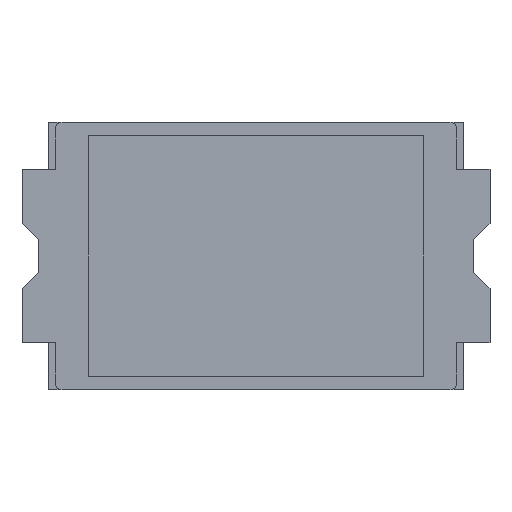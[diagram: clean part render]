
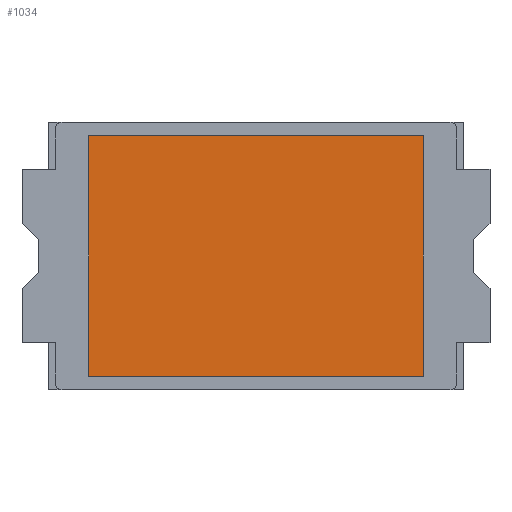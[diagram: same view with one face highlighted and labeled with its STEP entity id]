
A CAD part, front view. The second image highlights one B-rep face of the part: STEP entity #1034.
In plain terms, the highlighted face is planar.
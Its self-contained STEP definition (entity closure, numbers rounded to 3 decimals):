
#11 = EDGE_CURVE ( 'NONE', #287, #1961, #297, .T. ) ;
#53 = CARTESIAN_POINT ( 'NONE',  ( -1.25, 0.9, 0. ) ) ;
#229 = CARTESIAN_POINT ( 'NONE',  ( -1.25, 0.9, 0. ) ) ;
#233 = VERTEX_POINT ( 'NONE', #1801 ) ;
#240 = VECTOR ( 'NONE', #572, 1000. ) ;
#287 = VERTEX_POINT ( 'NONE', #1493 ) ;
#297 = LINE ( 'NONE', #1807, #1151 ) ;
#320 = FACE_OUTER_BOUND ( 'NONE', #1059, .T. ) ;
#370 = CARTESIAN_POINT ( 'NONE',  ( 1.25, -0.9, 0. ) ) ;
#572 = DIRECTION ( 'NONE',  ( -1., 0., 0. ) ) ;
#582 = LINE ( 'NONE', #370, #240 ) ;
#752 = DIRECTION ( 'NONE',  ( 1., 0., 0. ) ) ;
#819 = EDGE_CURVE ( 'NONE', #233, #287, #582, .T. ) ;
#943 = LINE ( 'NONE', #1134, #1657 ) ;
#1034 = ADVANCED_FACE ( 'NONE', ( #320 ), #1871, .F. ) ;
#1059 = EDGE_LOOP ( 'NONE', ( #1753, #2115, #1074, #1640 ) ) ;
#1074 = ORIENTED_EDGE ( 'NONE', *, *, #11, .T. ) ;
#1134 = CARTESIAN_POINT ( 'NONE',  ( 1.25, 0.9, 0. ) ) ;
#1144 = CARTESIAN_POINT ( 'NONE',  ( -1.375, -0.99, 0. ) ) ;
#1151 = VECTOR ( 'NONE', #2120, 1000. ) ;
#1226 = CARTESIAN_POINT ( 'NONE',  ( 1.25, 0.9, 0. ) ) ;
#1299 = AXIS2_PLACEMENT_3D ( 'NONE', #1144, #1659, #1346 ) ;
#1325 = EDGE_CURVE ( 'NONE', #2114, #233, #943, .T. ) ;
#1346 = DIRECTION ( 'NONE',  ( 1., 0., 0. ) ) ;
#1493 = CARTESIAN_POINT ( 'NONE',  ( -1.25, -0.9, 0. ) ) ;
#1537 = VECTOR ( 'NONE', #752, 1000. ) ;
#1640 = ORIENTED_EDGE ( 'NONE', *, *, #2171, .T. ) ;
#1657 = VECTOR ( 'NONE', #1945, 1000. ) ;
#1659 = DIRECTION ( 'NONE',  ( 0., 0., 1. ) ) ;
#1724 = LINE ( 'NONE', #53, #1537 ) ;
#1753 = ORIENTED_EDGE ( 'NONE', *, *, #1325, .T. ) ;
#1801 = CARTESIAN_POINT ( 'NONE',  ( 1.25, -0.9, 0. ) ) ;
#1807 = CARTESIAN_POINT ( 'NONE',  ( -1.25, -0.9, 0. ) ) ;
#1871 = PLANE ( 'NONE',  #1299 ) ;
#1945 = DIRECTION ( 'NONE',  ( 0., -1., 0. ) ) ;
#1961 = VERTEX_POINT ( 'NONE', #229 ) ;
#2114 = VERTEX_POINT ( 'NONE', #1226 ) ;
#2115 = ORIENTED_EDGE ( 'NONE', *, *, #819, .T. ) ;
#2120 = DIRECTION ( 'NONE',  ( 0., 1., 0. ) ) ;
#2171 = EDGE_CURVE ( 'NONE', #1961, #2114, #1724, .T. ) ;
